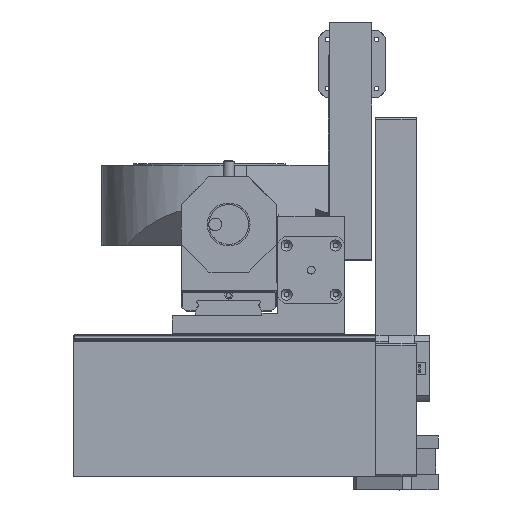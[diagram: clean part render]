
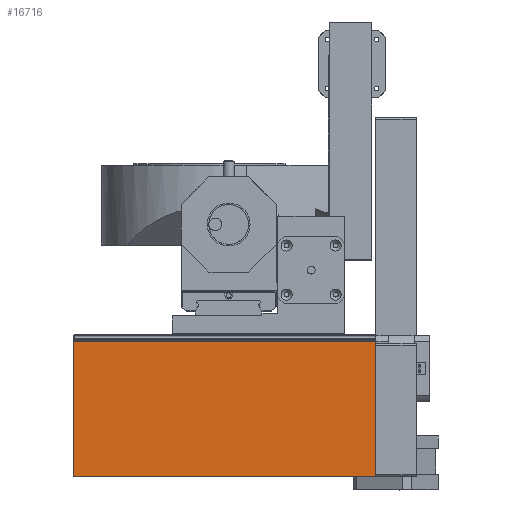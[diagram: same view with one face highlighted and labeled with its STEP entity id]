
A CAD part, front view. The second image highlights one B-rep face of the part: STEP entity #16716.
In plain terms, the highlighted planar face has unit normal (0, -1, 0).
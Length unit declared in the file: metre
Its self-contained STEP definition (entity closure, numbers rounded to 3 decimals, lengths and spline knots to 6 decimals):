
#1356=LINE('',#26102,#2767);
#1380=LINE('',#26158,#2791);
#1382=LINE('',#26167,#2793);
#1389=LINE('',#26192,#2800);
#2767=VECTOR('',#20536,1.);
#2791=VECTOR('',#20582,1.);
#2793=VECTOR('',#20592,1.);
#2800=VECTOR('',#20613,1.);
#4161=FACE_OUTER_BOUND('',#5233,.T.);
#5233=EDGE_LOOP('',(#11942,#11943,#11944,#11945));
#7545=VERTEX_POINT('',#26100);
#7546=VERTEX_POINT('',#26101);
#7567=VERTEX_POINT('',#26157);
#7570=VERTEX_POINT('',#26166);
#9205=EDGE_CURVE('',#7545,#7546,#1356,.T.);
#9234=EDGE_CURVE('',#7545,#7567,#1380,.T.);
#9239=EDGE_CURVE('',#7570,#7567,#1382,.T.);
#9249=EDGE_CURVE('',#7546,#7570,#1389,.T.);
#11942=ORIENTED_EDGE('',*,*,#9239,.T.);
#11943=ORIENTED_EDGE('',*,*,#9234,.F.);
#11944=ORIENTED_EDGE('',*,*,#9205,.T.);
#11945=ORIENTED_EDGE('',*,*,#9249,.T.);
#16098=PLANE('',#18094);
#16716=ADVANCED_FACE('',(#4161),#16098,.F.);
#18094=AXIS2_PLACEMENT_3D('',#26207,#20625,#20626);
#20536=DIRECTION('',(-1.,0.,0.));
#20582=DIRECTION('',(0.,0.,-1.));
#20592=DIRECTION('',(1.,0.,0.));
#20613=DIRECTION('',(0.,0.,-1.));
#20625=DIRECTION('center_axis',(0.,1.,0.));
#20626=DIRECTION('ref_axis',(1.,0.,0.));
#26100=CARTESIAN_POINT('',(0.1905,-0.1524,0.0849));
#26101=CARTESIAN_POINT('',(0.,-0.1524,0.0849));
#26102=CARTESIAN_POINT('',(0.,-0.1524,0.0849));
#26157=CARTESIAN_POINT('',(0.1905,-0.1524,0.));
#26158=CARTESIAN_POINT('',(0.1905,-0.1524,0.0889));
#26166=CARTESIAN_POINT('',(0.,-0.1524,0.));
#26167=CARTESIAN_POINT('',(0.,-0.1524,0.));
#26192=CARTESIAN_POINT('',(0.,-0.1524,0.0889));
#26207=CARTESIAN_POINT('Origin',(0.,-0.1524,0.0889));
